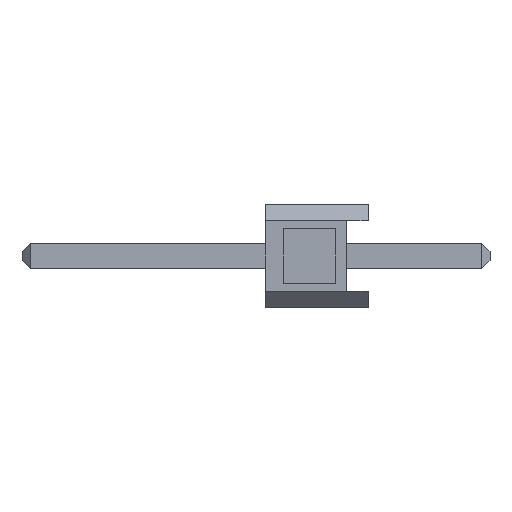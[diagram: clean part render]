
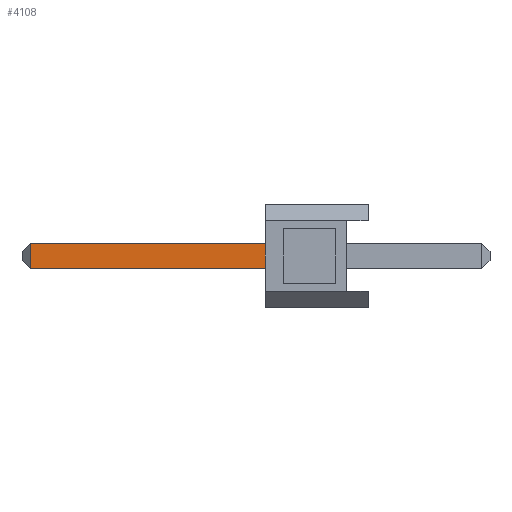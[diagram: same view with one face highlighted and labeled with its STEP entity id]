
A CAD part, left-side view. The second image highlights one B-rep face of the part: STEP entity #4108.
In plain terms, the highlighted planar face has unit normal (-1, 0, 0).
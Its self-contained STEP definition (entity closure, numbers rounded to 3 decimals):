
#614 = VECTOR ( 'NONE', #5624, 1000. ) ;
#710 = EDGE_LOOP ( 'NONE', ( #961, #2317, #1350, #8963 ) ) ;
#961 = ORIENTED_EDGE ( 'NONE', *, *, #8783, .T. ) ;
#1087 = VERTEX_POINT ( 'NONE', #6530 ) ;
#1180 = CARTESIAN_POINT ( 'NONE',  ( -0.32, 2.54, 0.32 ) ) ;
#1205 = LINE ( 'NONE', #8257, #6180 ) ;
#1225 = CARTESIAN_POINT ( 'NONE',  ( -0.32, -3., -0.32 ) ) ;
#1350 = ORIENTED_EDGE ( 'NONE', *, *, #1772, .F. ) ;
#1399 = CARTESIAN_POINT ( 'NONE',  ( -0.32, 2.54, 0. ) ) ;
#1772 = EDGE_CURVE ( 'NONE', #1087, #4512, #5594, .T. ) ;
#1810 = VERTEX_POINT ( 'NONE', #3629 ) ;
#2317 = ORIENTED_EDGE ( 'NONE', *, *, #2606, .T. ) ;
#2606 = EDGE_CURVE ( 'NONE', #1810, #4512, #3396, .T. ) ;
#2822 = LINE ( 'NONE', #1399, #8501 ) ;
#3221 = CARTESIAN_POINT ( 'NONE',  ( -0.32, -3., -0.32 ) ) ;
#3396 = LINE ( 'NONE', #6336, #614 ) ;
#3629 = CARTESIAN_POINT ( 'NONE',  ( -0.32, 8.34, 0.32 ) ) ;
#4019 = AXIS2_PLACEMENT_3D ( 'NONE', #3221, #6145, #6244 ) ;
#4070 = FACE_OUTER_BOUND ( 'NONE', #710, .T. ) ;
#4108 = ADVANCED_FACE ( 'NONE', ( #4070 ), #8226, .T. ) ;
#4130 = DIRECTION ( 'NONE',  ( 0., 1., 0. ) ) ;
#4512 = VERTEX_POINT ( 'NONE', #9412 ) ;
#5594 = LINE ( 'NONE', #1225, #6553 ) ;
#5624 = DIRECTION ( 'NONE',  ( 0., 0., -1. ) ) ;
#6145 = DIRECTION ( 'NONE',  ( -1., 0., 0. ) ) ;
#6180 = VECTOR ( 'NONE', #7169, 1000. ) ;
#6223 = EDGE_CURVE ( 'NONE', #7284, #1087, #2822, .T. ) ;
#6244 = DIRECTION ( 'NONE',  ( 0., 0., 1. ) ) ;
#6336 = CARTESIAN_POINT ( 'NONE',  ( -0.32, 8.34, -0.32 ) ) ;
#6530 = CARTESIAN_POINT ( 'NONE',  ( -0.32, 2.54, -0.32 ) ) ;
#6553 = VECTOR ( 'NONE', #4130, 1000. ) ;
#7169 = DIRECTION ( 'NONE',  ( 0., 1., 0. ) ) ;
#7284 = VERTEX_POINT ( 'NONE', #1180 ) ;
#8226 = PLANE ( 'NONE',  #4019 ) ;
#8257 = CARTESIAN_POINT ( 'NONE',  ( -0.32, -3., 0.32 ) ) ;
#8501 = VECTOR ( 'NONE', #9422, 1000. ) ;
#8783 = EDGE_CURVE ( 'NONE', #7284, #1810, #1205, .T. ) ;
#8963 = ORIENTED_EDGE ( 'NONE', *, *, #6223, .F. ) ;
#9412 = CARTESIAN_POINT ( 'NONE',  ( -0.32, 8.34, -0.32 ) ) ;
#9422 = DIRECTION ( 'NONE',  ( 0., 0., -1. ) ) ;
